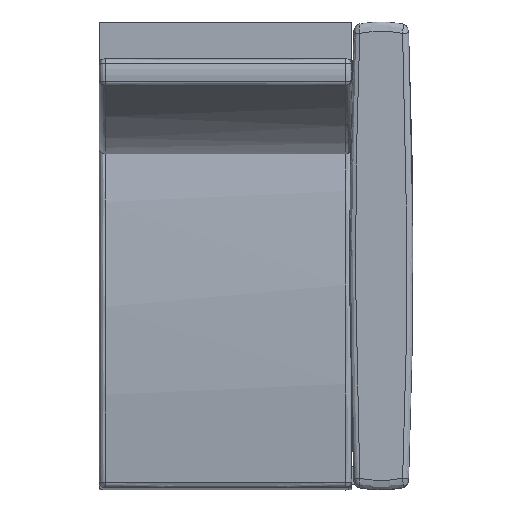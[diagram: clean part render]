
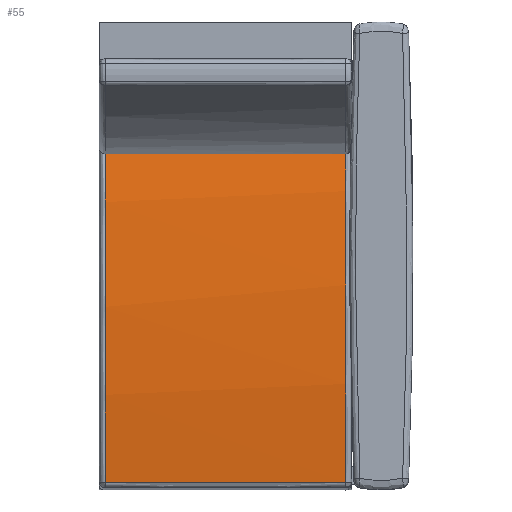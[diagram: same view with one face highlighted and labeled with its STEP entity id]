
A CAD part, top view. The second image highlights one B-rep face of the part: STEP entity #55.
In plain terms, the highlighted free-form (B-spline) face has degree [1, 2] with [2, 3] control points.
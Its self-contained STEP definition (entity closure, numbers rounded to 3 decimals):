
#55=ADVANCED_FACE($,(#164),#1079,.T.);
#164=FACE_OUTER_BOUND($,#273,.T.);
#273=EDGE_LOOP($,(#441,#442,#443,#444));
#441=ORIENTED_EDGE($,*,*,#807,.T.);
#442=ORIENTED_EDGE($,*,*,#808,.F.);
#443=ORIENTED_EDGE($,*,*,#809,.T.);
#444=ORIENTED_EDGE($,*,*,#810,.T.);
#807=EDGE_CURVE($,#996,#997,#1246,.T.);
#808=EDGE_CURVE($,#998,#997,#1247,.T.);
#809=EDGE_CURVE($,#998,#999,#1248,.T.);
#810=EDGE_CURVE($,#999,#996,#1249,.T.);
#996=VERTEX_POINT($,#2358);
#997=VERTEX_POINT($,#2359);
#998=VERTEX_POINT($,#2360);
#999=VERTEX_POINT($,#2361);
#1079=(
BOUNDED_SURFACE()
B_SPLINE_SURFACE(1,2,((#1988,#1989,#1990),(#1991,#1992,#1993)),.UNSPECIFIED.,
.F.,.F.,.F.)
B_SPLINE_SURFACE_WITH_KNOTS((2,2),(3,3),(20.,816.412),
(-870.503,-119.266),.UNSPECIFIED.)
GEOMETRIC_REPRESENTATION_ITEM()
RATIONAL_B_SPLINE_SURFACE(((0.999,0.978,1.),
(0.999,0.978,1.)))
REPRESENTATION_ITEM($)
SURFACE()
);
#1246=(
BOUNDED_CURVE()
B_SPLINE_CURVE(3,(#1834,#1835,#1836,#1837,#1838,#1839,#1840,#1841,#1842,
#1843,#1844),.UNSPECIFIED.,.F.,.F.)
B_SPLINE_CURVE_WITH_KNOTS((4,1,1,1,1,1,1,1,4),(14.444,160.814,
324.79,488.971,650.381,811.19,973.54,
1134.482,1288.252),.UNSPECIFIED.)
CURVE()
GEOMETRIC_REPRESENTATION_ITEM()
RATIONAL_B_SPLINE_CURVE((1.,1.,1.,1.,1.,1.,1.,1.,1.,1.,1.))
REPRESENTATION_ITEM($)
);
#1247=(
BOUNDED_CURVE()
B_SPLINE_CURVE(3,(#1845,#1846,#1847,#1848),.UNSPECIFIED.,.F.,.F.)
B_SPLINE_CURVE_WITH_KNOTS((4,4),(20.,816.412),.UNSPECIFIED.)
CURVE()
GEOMETRIC_REPRESENTATION_ITEM()
RATIONAL_B_SPLINE_CURVE((1.,1.,1.,1.))
REPRESENTATION_ITEM($)
);
#1248=(
BOUNDED_CURVE()
B_SPLINE_CURVE(3,(#1849,#1850,#1851,#1852,#1853,#1854,#1855,#1856,#1857,
#1858,#1859),.UNSPECIFIED.,.F.,.F.)
B_SPLINE_CURVE_WITH_KNOTS((4,1,1,1,1,1,1,1,4),(12.804,156.571,
317.412,479.685,640.443,801.827,966.006,
1130.007,1286.612),.UNSPECIFIED.)
CURVE()
GEOMETRIC_REPRESENTATION_ITEM()
RATIONAL_B_SPLINE_CURVE((1.,1.,1.,1.,1.,1.,1.,1.,1.,1.,1.))
REPRESENTATION_ITEM($)
);
#1249=(
BOUNDED_CURVE()
B_SPLINE_CURVE(3,(#1860,#1861,#1862,#1863),.UNSPECIFIED.,.F.,.F.)
B_SPLINE_CURVE_WITH_KNOTS((4,4),(20.,816.412),.UNSPECIFIED.)
CURVE()
GEOMETRIC_REPRESENTATION_ITEM()
RATIONAL_B_SPLINE_CURVE((1.,1.,1.,1.))
REPRESENTATION_ITEM($)
);
#1834=CARTESIAN_POINT($,(76562.999,-18118.119,371.731));
#1835=CARTESIAN_POINT($,(76562.999,-18069.416,377.486));
#1836=CARTESIAN_POINT($,(76562.999,-17965.924,387.744));
#1837=CARTESIAN_POINT($,(76562.999,-17807.172,397.093));
#1838=CARTESIAN_POINT($,(76562.999,-17643.123,399.789));
#1839=CARTESIAN_POINT($,(76562.999,-17480.161,395.566));
#1840=CARTESIAN_POINT($,(76562.999,-17318.126,384.496));
#1841=CARTESIAN_POINT($,(76562.999,-17156.857,366.49));
#1842=CARTESIAN_POINT($,(76562.999,-16998.845,341.82));
#1843=CARTESIAN_POINT($,(76562.999,-16895.399,321.042));
#1844=CARTESIAN_POINT($,(76562.999,-16845.095,309.801));
#1845=CARTESIAN_POINT($,(75766.587,-16845.095,309.801));
#1846=CARTESIAN_POINT($,(76032.057,-16845.095,309.801));
#1847=CARTESIAN_POINT($,(76297.528,-16845.095,309.801));
#1848=CARTESIAN_POINT($,(76562.999,-16845.095,309.801));
#1849=CARTESIAN_POINT($,(75766.587,-16845.095,309.801));
#1850=CARTESIAN_POINT($,(75766.587,-16892.127,320.311));
#1851=CARTESIAN_POINT($,(75766.587,-16992.22,340.562));
#1852=CARTESIAN_POINT($,(75766.587,-17146.795,365.13));
#1853=CARTESIAN_POINT($,(75766.587,-17307.938,383.565));
#1854=CARTESIAN_POINT($,(75766.587,-17469.892,395.069));
#1855=CARTESIAN_POINT($,(75766.587,-17632.816,399.728));
#1856=CARTESIAN_POINT($,(75766.587,-17796.872,397.468));
#1857=CARTESIAN_POINT($,(75766.587,-17959.08,388.345));
#1858=CARTESIAN_POINT($,(75766.587,-18066.011,377.889));
#1859=CARTESIAN_POINT($,(75766.587,-18118.119,371.731));
#1860=CARTESIAN_POINT($,(75766.587,-18118.119,371.731));
#1861=CARTESIAN_POINT($,(76032.057,-18118.119,371.731));
#1862=CARTESIAN_POINT($,(76297.528,-18118.119,371.731));
#1863=CARTESIAN_POINT($,(76562.999,-18118.119,371.731));
#1988=CARTESIAN_POINT($,(75766.587,-18118.119,371.731));
#1989=CARTESIAN_POINT($,(75766.587,-17466.732,448.711));
#1990=CARTESIAN_POINT($,(75766.587,-16845.095,309.801));
#1991=CARTESIAN_POINT($,(76562.999,-18118.119,371.731));
#1992=CARTESIAN_POINT($,(76562.999,-17466.732,448.711));
#1993=CARTESIAN_POINT($,(76562.999,-16845.095,309.801));
#2358=CARTESIAN_POINT($,(76562.999,-18118.119,371.731));
#2359=CARTESIAN_POINT($,(76562.999,-16845.095,309.801));
#2360=CARTESIAN_POINT($,(75766.587,-16845.095,309.801));
#2361=CARTESIAN_POINT($,(75766.587,-18118.119,371.731));
